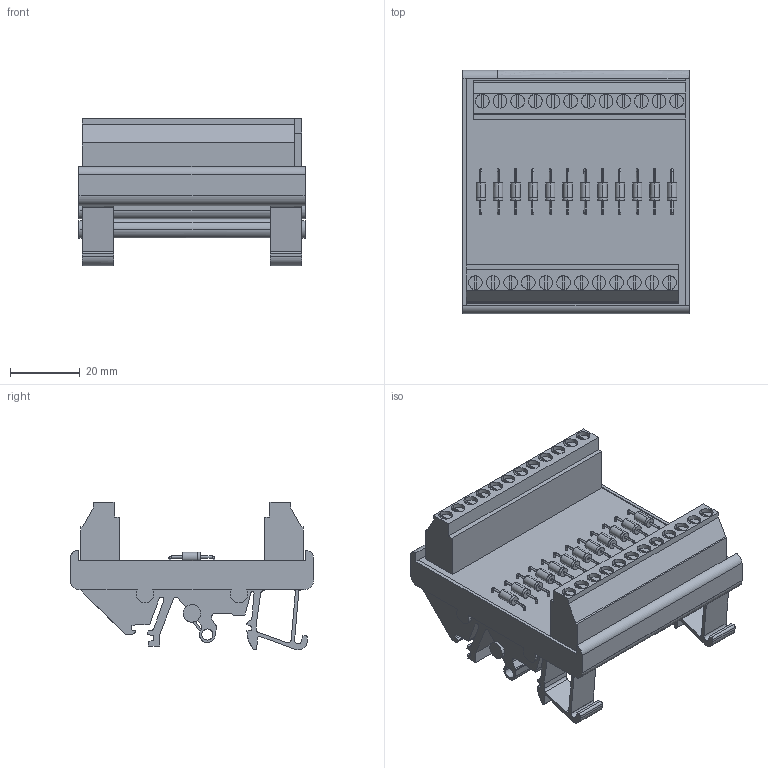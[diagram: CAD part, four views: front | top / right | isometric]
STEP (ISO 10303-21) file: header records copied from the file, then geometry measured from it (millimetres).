
FILE_DESCRIPTION(('CATIA V5R22 STEP214','CAx-IF Rec.Pracs.--- Model Styling and Organization---1.4--- 2014-01-23'),'2;1');
FILE_NAME ('001141-3_0', '2023-09-12T10:44:27+00:00', ('Weidmueller Interface'), ('Weidmueller'), 'CATIA Version 5-6 Release 2016 SP3 HF44', 'CATIA V5 STEP AP214', 'none');
FILE_SCHEMA(('AUTOMOTIVE_DESIGN { 1 0 10303 214 1 1 1 1 }'));
Length unit declared in the file: millimetre
Products named in the file (1): 0181461001_RSD 12 LP_LP
Bounding box: 65 x 70 x 42.41 mm (x, y, z)
Volume: 49105.8 mm3; surface area: 34492.8 mm2
Topology: 1 solids, 2 shells, 766 faces, 2256 edges, 1528 vertices
Faces by surface type: plane 407, cylinder 282, torus 48, bspline 29
Entity records: 29936 total; most frequent: CARTESIAN_POINT 9436, ORIENTED_EDGE 4512, DIRECTION 3302, EDGE_CURVE 2256, VERTEX_POINT 1528, VECTOR 1293, LINE 1293, AXIS2_PLACEMENT_3D 1273
